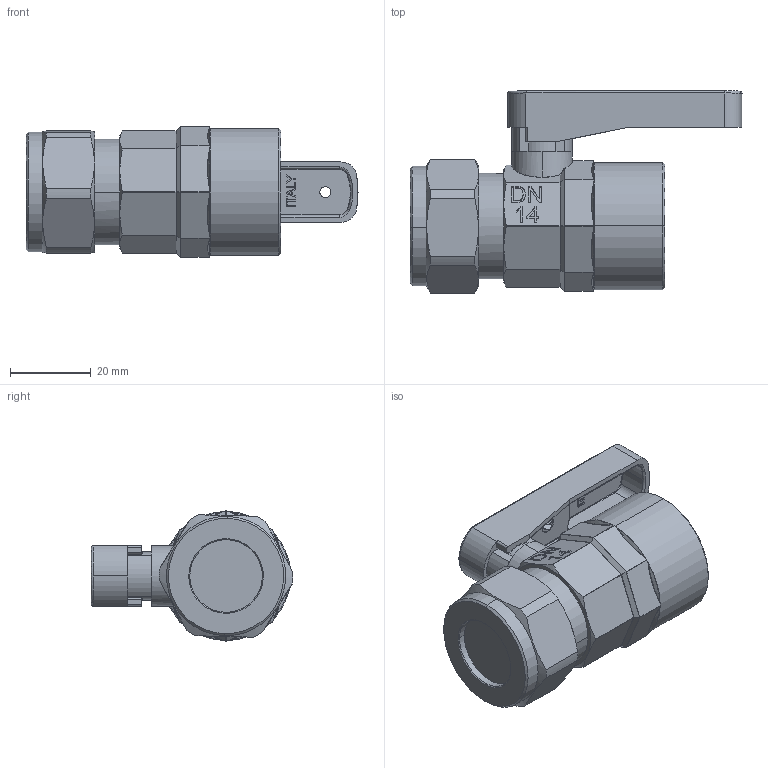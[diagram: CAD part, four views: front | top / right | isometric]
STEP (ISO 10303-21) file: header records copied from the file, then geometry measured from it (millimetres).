
FILE_DESCRIPTION (( 'STEP AP214' ), '1' );
FILE_NAME ('0643000099A.STEP', '2012-11-15T17:26:10', ( '' ), ( '' ), 'SwSTEP 2.0', 'SolidWorks 2012', '' );
FILE_SCHEMA (( 'AUTOMOTIVE_DESIGN' ));
Length unit declared in the file: millimetre
Products named in the file (1): 0643000099A
Bounding box: 82.35 x 50.1 x 32.46 mm (x, y, z)
Volume: 43872.8 mm3; surface area: 14844.5 mm2
Topology: 2 solids, 3 shells, 898 faces, 2334 edges, 1492 vertices
Faces by surface type: plane 439, bspline 172, cylinder 165, cone 55, torus 47, sphere 20
Entity records: 44859 total; most frequent: CARTESIAN_POINT 14474, ORIENTED_EDGE 4652, DIRECTION 3678, EDGE_CURVE 2326, VERTEX_POINT 1491, VECTOR 1340, LINE 1340, AXIS2_PLACEMENT_3D 1169
